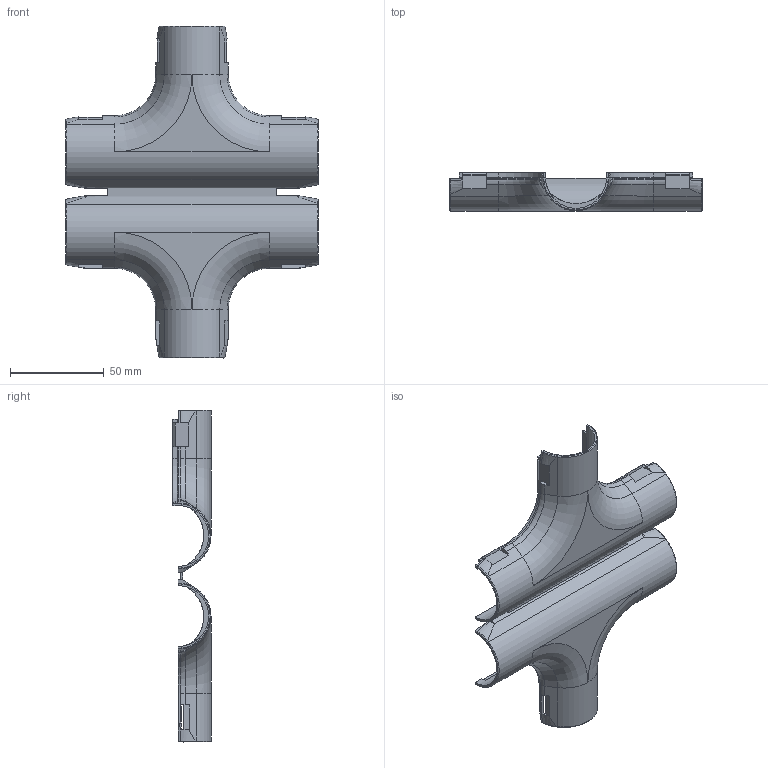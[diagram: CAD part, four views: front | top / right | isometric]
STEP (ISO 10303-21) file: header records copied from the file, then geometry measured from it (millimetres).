
FILE_DESCRIPTION (( 'STEP AP214' ), '1' );
FILE_NAME ('2153845.stp', '2023-01-18T12:35:04', ( '' ), ( '' ), 'SwSTEP 2.0', 'SolidWorks 2022', '' );
FILE_SCHEMA (( 'AUTOMOTIVE_DESIGN' ));
Length unit declared in the file: millimetre
Products named in the file (1): 2153845
Bounding box: 135 x 20.4 x 177.51 mm (x, y, z)
Volume: 30476 mm3; surface area: 43391.6 mm2
Topology: 1 solids, 1 shells, 284 faces, 752 edges, 460 vertices
Faces by surface type: plane 158, cylinder 62, bspline 38, torus 18, cone 8
Entity records: 10678 total; most frequent: CARTESIAN_POINT 3991, ORIENTED_EDGE 1496, DIRECTION 1264, EDGE_CURVE 748, VERTEX_POINT 460, VECTOR 422, LINE 422, AXIS2_PLACEMENT_3D 421
